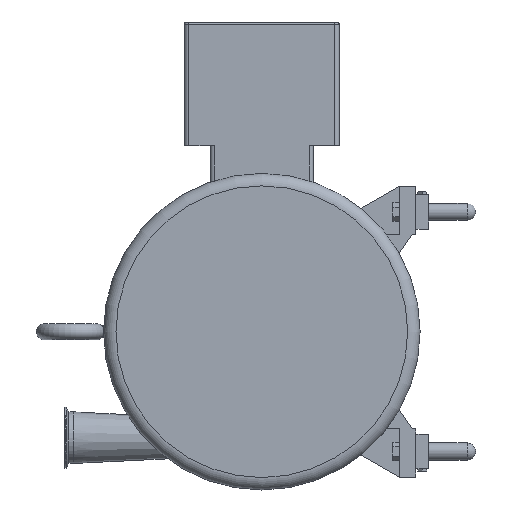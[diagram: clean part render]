
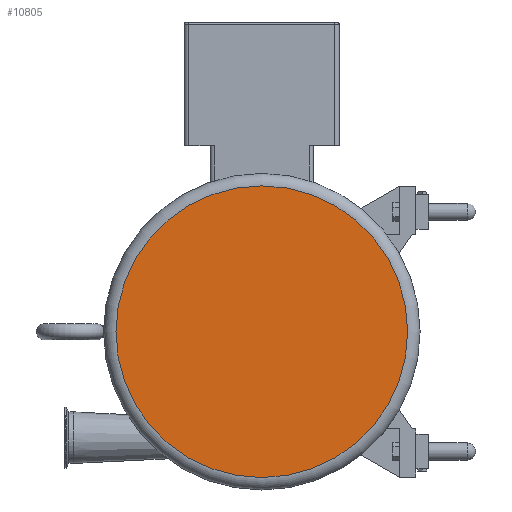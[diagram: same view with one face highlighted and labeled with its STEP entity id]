
A CAD part, left-side view. The second image highlights one B-rep face of the part: STEP entity #10805.
In plain terms, the highlighted planar face has unit normal (-1, 0, 0).
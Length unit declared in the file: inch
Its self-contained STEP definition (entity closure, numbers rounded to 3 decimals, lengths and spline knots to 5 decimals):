
#3079=FACE_OUTER_BOUND('',#3733,.T.);
#3733=EDGE_LOOP('',(#9203,#9204));
#4251=CIRCLE('',#11735,8.524);
#4252=CIRCLE('',#11736,8.524);
#5277=VERTEX_POINT('',#19572);
#5278=VERTEX_POINT('',#19573);
#6699=EDGE_CURVE('',#5277,#5278,#4251,.T.);
#6700=EDGE_CURVE('',#5278,#5277,#4252,.T.);
#9203=ORIENTED_EDGE('',*,*,#6699,.F.);
#9204=ORIENTED_EDGE('',*,*,#6700,.F.);
#10350=PLANE('',#11734);
#10805=ADVANCED_FACE('',(#3079),#10350,.T.);
#11734=AXIS2_PLACEMENT_3D('',#19571,#14087,#14088);
#11735=AXIS2_PLACEMENT_3D('',#19574,#14089,#14090);
#11736=AXIS2_PLACEMENT_3D('',#19575,#14091,#14092);
#14087=DIRECTION('center_axis',(-1.,0.,0.));
#14088=DIRECTION('ref_axis',(0.,1.,0.));
#14089=DIRECTION('center_axis',(1.,0.,0.));
#14090=DIRECTION('ref_axis',(0.,0.,
1.));
#14091=DIRECTION('center_axis',(1.,0.,0.));
#14092=DIRECTION('ref_axis',(0.,0.,
1.));
#19571=CARTESIAN_POINT('Origin',(-33.623,0.,-9.25));
#19572=CARTESIAN_POINT('',(-33.623,0.,-8.524));
#19573=CARTESIAN_POINT('',(-33.623,8.524,0.));
#19574=CARTESIAN_POINT('Origin',(-33.623,0.,0.));
#19575=CARTESIAN_POINT('Origin',(-33.623,0.,0.));
